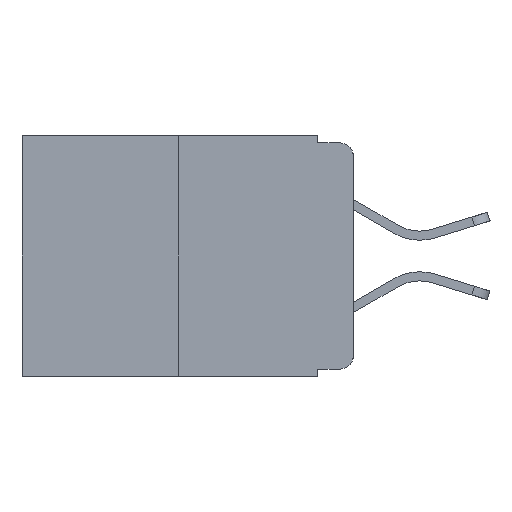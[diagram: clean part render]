
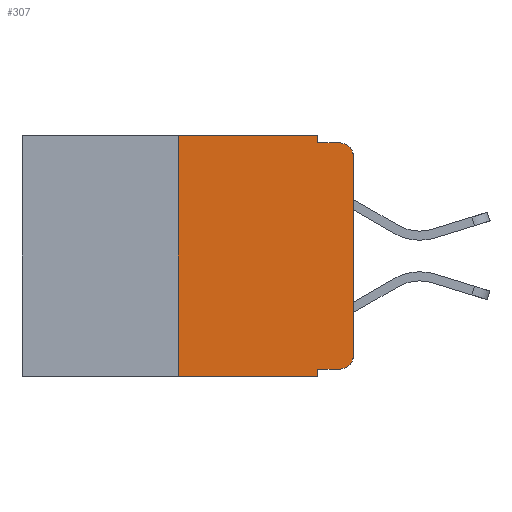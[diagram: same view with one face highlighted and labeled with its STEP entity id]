
A CAD part, left-side view. The second image highlights one B-rep face of the part: STEP entity #307.
In plain terms, the highlighted planar face has unit normal (-1, 0, 0).
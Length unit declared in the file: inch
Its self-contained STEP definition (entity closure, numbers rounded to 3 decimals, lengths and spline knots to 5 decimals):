
#203 = CARTESIAN_POINT ( 'NONE',  ( 0., 0., -0.313 ) ) ;
#307 = ADVANCED_FACE ( 'NONE', ( #8223 ), #3593, .F. ) ;
#365 = LINE ( 'NONE', #7524, #11059 ) ;
#546 = VECTOR ( 'NONE', #8545, 39.37008 ) ;
#658 = ORIENTED_EDGE ( 'NONE', *, *, #7285, .F. ) ;
#1249 = EDGE_CURVE ( 'NONE', #3697, #1299, #8286, .T. ) ;
#1299 = VERTEX_POINT ( 'NONE', #1446 ) ;
#1446 = CARTESIAN_POINT ( 'NONE',  ( 0., 0.051, -0.343 ) ) ;
#1511 = VECTOR ( 'NONE', #4977, 39.37008 ) ;
#1627 = CARTESIAN_POINT ( 'NONE',  ( 0., 0.25, -0.343 ) ) ;
#1665 = ORIENTED_EDGE ( 'NONE', *, *, #8345, .F. ) ;
#1879 = VERTEX_POINT ( 'NONE', #6313 ) ;
#2109 = VERTEX_POINT ( 'NONE', #203 ) ;
#2110 = VERTEX_POINT ( 'NONE', #4708 ) ;
#2286 = CARTESIAN_POINT ( 'NONE',  ( 0., 0.02, -0.313 ) ) ;
#2362 = CIRCLE ( 'NONE', #4842, 0.02 ) ;
#2424 = EDGE_CURVE ( 'NONE', #11200, #2109, #11139, .T. ) ;
#2569 = LINE ( 'NONE', #3153, #7249 ) ;
#2729 = EDGE_CURVE ( 'NONE', #6273, #8862, #2362, .T. ) ;
#2868 = DIRECTION ( 'NONE',  ( -1., 0., 0. ) ) ;
#2898 = DIRECTION ( 'NONE',  ( -1., 0., 0. ) ) ;
#2935 = VERTEX_POINT ( 'NONE', #6376 ) ;
#2936 = DIRECTION ( 'NONE',  ( 0., 0., -1. ) ) ;
#3153 = CARTESIAN_POINT ( 'NONE',  ( 0., 0.473, 0. ) ) ;
#3222 = EDGE_CURVE ( 'NONE', #2935, #8862, #9610, .T. ) ;
#3233 = CARTESIAN_POINT ( 'NONE',  ( 0., 0.02, -0.333 ) ) ;
#3447 = CARTESIAN_POINT ( 'NONE',  ( 0., 0.473, 0. ) ) ;
#3593 = PLANE ( 'NONE',  #10718 ) ;
#3697 = VERTEX_POINT ( 'NONE', #1627 ) ;
#3738 = DIRECTION ( 'NONE',  ( 1., 0., 0. ) ) ;
#3796 = CARTESIAN_POINT ( 'NONE',  ( 0., 0.02, -0.03 ) ) ;
#4084 = CARTESIAN_POINT ( 'NONE',  ( 0., 0.051, -0.333 ) ) ;
#4708 = CARTESIAN_POINT ( 'NONE',  ( 0., 0.25, 0. ) ) ;
#4831 = VECTOR ( 'NONE', #7433, 39.37008 ) ;
#4842 = AXIS2_PLACEMENT_3D ( 'NONE', #3796, #2868, #2936 ) ;
#4863 = CARTESIAN_POINT ( 'NONE',  ( 0., 0.02, -0.01 ) ) ;
#4977 = DIRECTION ( 'NONE',  ( 0., -1., 0. ) ) ;
#5094 = EDGE_CURVE ( 'NONE', #7556, #1299, #6737, .T. ) ;
#5127 = LINE ( 'NONE', #6569, #4831 ) ;
#5187 = LINE ( 'NONE', #6346, #9366 ) ;
#5190 = VECTOR ( 'NONE', #11248, 39.37008 ) ;
#5246 = ORIENTED_EDGE ( 'NONE', *, *, #5573, .T. ) ;
#5335 = EDGE_LOOP ( 'NONE', ( #5246, #9089, #5940, #658, #8688, #1665, #10272, #9706, #10093, #8614 ) ) ;
#5378 = CARTESIAN_POINT ( 'NONE',  ( 0., 0.473, -0.343 ) ) ;
#5419 = LINE ( 'NONE', #8517, #546 ) ;
#5509 = DIRECTION ( 'NONE',  ( 0., 0., -1. ) ) ;
#5566 = EDGE_CURVE ( 'NONE', #2110, #1879, #2569, .T. ) ;
#5573 = EDGE_CURVE ( 'NONE', #2109, #6273, #365, .T. ) ;
#5795 = DIRECTION ( 'NONE',  ( 0., -1., 0. ) ) ;
#5801 = CARTESIAN_POINT ( 'NONE',  ( 0., 0.051, 0. ) ) ;
#5806 = EDGE_CURVE ( 'NONE', #7556, #11200, #5127, .T. ) ;
#5858 = AXIS2_PLACEMENT_3D ( 'NONE', #2286, #2898, #9326 ) ;
#5940 = ORIENTED_EDGE ( 'NONE', *, *, #3222, .F. ) ;
#6273 = VERTEX_POINT ( 'NONE', #11093 ) ;
#6313 = CARTESIAN_POINT ( 'NONE',  ( 0., 0.051, 0. ) ) ;
#6346 = CARTESIAN_POINT ( 'NONE',  ( 0., 0.051, 0. ) ) ;
#6376 = CARTESIAN_POINT ( 'NONE',  ( 0., 0.051, -0.01 ) ) ;
#6569 = CARTESIAN_POINT ( 'NONE',  ( 0., 0.051, -0.333 ) ) ;
#6657 = DIRECTION ( 'NONE',  ( 0., 0., 1. ) ) ;
#6667 = DIRECTION ( 'NONE',  ( 0., 0., -1. ) ) ;
#6737 = LINE ( 'NONE', #5801, #10064 ) ;
#7203 = DIRECTION ( 'NONE',  ( 0., 0., -1. ) ) ;
#7249 = VECTOR ( 'NONE', #5795, 39.37008 ) ;
#7285 = EDGE_CURVE ( 'NONE', #1879, #2935, #5187, .T. ) ;
#7433 = DIRECTION ( 'NONE',  ( 0., -1., 0. ) ) ;
#7524 = CARTESIAN_POINT ( 'NONE',  ( 0., 0., 0. ) ) ;
#7556 = VERTEX_POINT ( 'NONE', #4084 ) ;
#8000 = CARTESIAN_POINT ( 'NONE',  ( 0., 0.051, -0.01 ) ) ;
#8223 = FACE_OUTER_BOUND ( 'NONE', #5335, .T. ) ;
#8286 = LINE ( 'NONE', #5378, #1511 ) ;
#8345 = EDGE_CURVE ( 'NONE', #3697, #2110, #5419, .T. ) ;
#8517 = CARTESIAN_POINT ( 'NONE',  ( 0., 0.25, 0. ) ) ;
#8545 = DIRECTION ( 'NONE',  ( 0., 0., 1. ) ) ;
#8614 = ORIENTED_EDGE ( 'NONE', *, *, #2424, .T. ) ;
#8688 = ORIENTED_EDGE ( 'NONE', *, *, #5566, .F. ) ;
#8862 = VERTEX_POINT ( 'NONE', #4863 ) ;
#9089 = ORIENTED_EDGE ( 'NONE', *, *, #2729, .T. ) ;
#9326 = DIRECTION ( 'NONE',  ( 0., 0., -1. ) ) ;
#9366 = VECTOR ( 'NONE', #7203, 39.37008 ) ;
#9610 = LINE ( 'NONE', #8000, #5190 ) ;
#9706 = ORIENTED_EDGE ( 'NONE', *, *, #5094, .F. ) ;
#10064 = VECTOR ( 'NONE', #6667, 39.37008 ) ;
#10093 = ORIENTED_EDGE ( 'NONE', *, *, #5806, .T. ) ;
#10272 = ORIENTED_EDGE ( 'NONE', *, *, #1249, .T. ) ;
#10718 = AXIS2_PLACEMENT_3D ( 'NONE', #3447, #3738, #5509 ) ;
#11059 = VECTOR ( 'NONE', #6657, 39.37008 ) ;
#11093 = CARTESIAN_POINT ( 'NONE',  ( 0., 0., -0.03 ) ) ;
#11139 = CIRCLE ( 'NONE', #5858, 0.02 ) ;
#11200 = VERTEX_POINT ( 'NONE', #3233 ) ;
#11248 = DIRECTION ( 'NONE',  ( 0., -1., 0. ) ) ;
